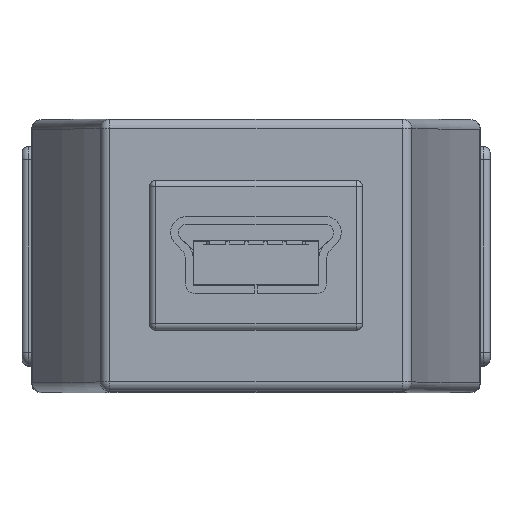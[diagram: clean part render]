
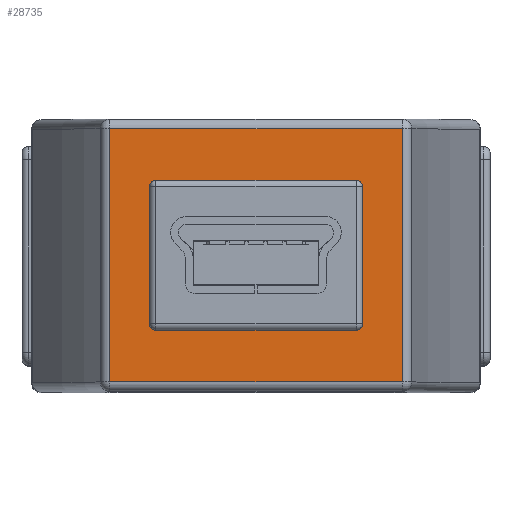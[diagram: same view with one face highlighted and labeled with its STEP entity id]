
A CAD part, top view. The second image highlights one B-rep face of the part: STEP entity #28735.
In plain terms, the highlighted planar face has unit normal (0, 0, 1).
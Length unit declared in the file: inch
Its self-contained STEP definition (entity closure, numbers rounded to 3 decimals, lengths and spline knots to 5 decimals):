
#3258 = VERTEX_POINT ( 'NONE', #10761 ) ;
#4029 = DIRECTION ( 'NONE',  ( 0., 0., -1. ) ) ;
#4030 = CARTESIAN_POINT ( 'NONE',  ( -0.156, -0.107, 0.61 ) ) ;
#4031 = AXIS2_PLACEMENT_3D ( 'NONE', #4030, #4029, #4091 ) ;
#4032 = CIRCLE ( 'NONE', #4031, 0.01 ) ;
#4033 = CARTESIAN_POINT ( 'NONE',  ( 0.156, -0.117, 0.61 ) ) ;
#4034 = DIRECTION ( 'NONE',  ( -1., 0., 0. ) ) ;
#4035 = DIRECTION ( 'NONE',  ( 0., 0., -1. ) ) ;
#4036 = CARTESIAN_POINT ( 'NONE',  ( 0.156, -0.107, 0.61 ) ) ;
#4037 = AXIS2_PLACEMENT_3D ( 'NONE', #4036, #4035, #4034 ) ;
#4038 = CIRCLE ( 'NONE', #4037, 0.01 ) ;
#4039 = CARTESIAN_POINT ( 'NONE',  ( -0.156, -0.117, 0.61 ) ) ;
#4040 = CARTESIAN_POINT ( 'NONE',  ( 0.166, -0.107, 0.61 ) ) ;
#4041 = DIRECTION ( 'NONE',  ( 0., 1., 0. ) ) ;
#4042 = VECTOR ( 'NONE', #4041, 39.37008 ) ;
#4043 = CARTESIAN_POINT ( 'NONE',  ( 0.166, -0.117, 0.61 ) ) ;
#4044 = LINE ( 'NONE', #4043, #4042 ) ;
#4045 = CARTESIAN_POINT ( 'NONE',  ( 0.166, 0.107, 0.61 ) ) ;
#4046 = DIRECTION ( 'NONE',  ( -1., 0., 0. ) ) ;
#4047 = DIRECTION ( 'NONE',  ( 0., 0., -1. ) ) ;
#4048 = CARTESIAN_POINT ( 'NONE',  ( 0.156, 0.107, 0.61 ) ) ;
#4049 = AXIS2_PLACEMENT_3D ( 'NONE', #4048, #4047, #4046 ) ;
#4050 = CIRCLE ( 'NONE', #4049, 0.01 ) ;
#4062 = CARTESIAN_POINT ( 'NONE',  ( -0.22806, 0.1975, 0.61 ) ) ;
#4063 = CARTESIAN_POINT ( 'NONE',  ( 0.156, 0.117, 0.61 ) ) ;
#4064 = DIRECTION ( 'NONE',  ( -1., 0., 0. ) ) ;
#4065 = DIRECTION ( 'NONE',  ( 0., 0., -1. ) ) ;
#4066 = CARTESIAN_POINT ( 'NONE',  ( -0.156, 0.107, 0.61 ) ) ;
#4067 = AXIS2_PLACEMENT_3D ( 'NONE', #4066, #4065, #4064 ) ;
#4068 = CIRCLE ( 'NONE', #4067, 0.01 ) ;
#4069 = DIRECTION ( 'NONE',  ( -1., 0., 0. ) ) ;
#4070 = VECTOR ( 'NONE', #4069, 39.37008 ) ;
#4071 = CARTESIAN_POINT ( 'NONE',  ( -0.166, 0.117, 0.61 ) ) ;
#4072 = LINE ( 'NONE', #4071, #4070 ) ;
#4073 = CARTESIAN_POINT ( 'NONE',  ( -0.156, 0.117, 0.61 ) ) ;
#4074 = CARTESIAN_POINT ( 'NONE',  ( -0.166, -0.107, 0.61 ) ) ;
#4075 = DIRECTION ( 'NONE',  ( 0., -1., 0. ) ) ;
#4076 = VECTOR ( 'NONE', #4075, 39.37008 ) ;
#4077 = CARTESIAN_POINT ( 'NONE',  ( -0.166, -0.117, 0.61 ) ) ;
#4078 = LINE ( 'NONE', #4077, #4076 ) ;
#4079 = CARTESIAN_POINT ( 'NONE',  ( -0.166, 0.107, 0.61 ) ) ;
#4081 = CARTESIAN_POINT ( 'NONE',  ( 0.22806, -0.1975, 0.61 ) ) ;
#4082 = DIRECTION ( 'NONE',  ( 1., 0., 0. ) ) ;
#4083 = VECTOR ( 'NONE', #4082, 39.37008 ) ;
#4084 = CARTESIAN_POINT ( 'NONE',  ( 0.2415, -0.1975, 0.61 ) ) ;
#4085 = LINE ( 'NONE', #4084, #4083 ) ;
#4086 = DIRECTION ( 'NONE',  ( 0., 1., 0. ) ) ;
#4087 = VECTOR ( 'NONE', #4086, 39.37008 ) ;
#4088 = CARTESIAN_POINT ( 'NONE',  ( 0.22806, 0.2125, 0.61 ) ) ;
#4089 = LINE ( 'NONE', #4088, #4087 ) ;
#4091 = DIRECTION ( 'NONE',  ( -1., 0., 0. ) ) ;
#4096 = CARTESIAN_POINT ( 'NONE',  ( 0.22806, 0.1975, 0.61 ) ) ;
#4097 = DIRECTION ( 'NONE',  ( -1., 0., 0. ) ) ;
#4098 = VECTOR ( 'NONE', #4097, 39.37008 ) ;
#4099 = CARTESIAN_POINT ( 'NONE',  ( 0.2415, 0.1975, 0.61 ) ) ;
#4100 = LINE ( 'NONE', #4099, #4098 ) ;
#4105 = DIRECTION ( 'NONE',  ( -1., 0., 0. ) ) ;
#4106 = DIRECTION ( 'NONE',  ( 0., 0., -1. ) ) ;
#4107 = AXIS2_PLACEMENT_3D ( 'NONE', #4109, #4106, #4105 ) ;
#4109 = CARTESIAN_POINT ( 'NONE',  ( 0.2415, 0.2125, 0.61 ) ) ;
#4110 = PLANE ( 'NONE',  #4107 ) ;
#4111 = FACE_BOUND ( 'NONE', #28716, .T. ) ;
#4112 = FACE_OUTER_BOUND ( 'NONE', #28687, .T. ) ;
#4113 = DIRECTION ( 'NONE',  ( 1., 0., 0. ) ) ;
#4114 = VECTOR ( 'NONE', #4113, 39.37008 ) ;
#4115 = CARTESIAN_POINT ( 'NONE',  ( -0.166, -0.117, 0.61 ) ) ;
#4116 = LINE ( 'NONE', #4115, #4114 ) ;
#6030 = DIRECTION ( 'NONE',  ( 0., -1., 0. ) ) ;
#6031 = VECTOR ( 'NONE', #6030, 39.37008 ) ;
#6032 = CARTESIAN_POINT ( 'NONE',  ( -0.22806, 0.2125, 0.61 ) ) ;
#6033 = LINE ( 'NONE', #6032, #6031 ) ;
#10761 = CARTESIAN_POINT ( 'NONE',  ( -0.22806, -0.1975, 0.61 ) ) ;
#28687 = EDGE_LOOP ( 'NONE', ( #28712, #28738, #28711, #28713 ) ) ;
#28693 = EDGE_CURVE ( 'NONE', #28725, #28695, #4050, .T. ) ;
#28694 = ORIENTED_EDGE ( 'NONE', *, *, #28693, .T. ) ;
#28695 = VERTEX_POINT ( 'NONE', #4045 ) ;
#28696 = ORIENTED_EDGE ( 'NONE', *, *, #28697, .F. ) ;
#28697 = EDGE_CURVE ( 'NONE', #28698, #28695, #4044, .T. ) ;
#28698 = VERTEX_POINT ( 'NONE', #4040 ) ;
#28699 = VERTEX_POINT ( 'NONE', #4039 ) ;
#28700 = ORIENTED_EDGE ( 'NONE', *, *, #28701, .T. ) ;
#28701 = EDGE_CURVE ( 'NONE', #28698, #28703, #4038, .T. ) ;
#28702 = ORIENTED_EDGE ( 'NONE', *, *, #28722, .F. ) ;
#28703 = VERTEX_POINT ( 'NONE', #4033 ) ;
#28704 = ORIENTED_EDGE ( 'NONE', *, *, #28734, .F. ) ;
#28705 = EDGE_CURVE ( 'NONE', #28699, #28720, #4032, .T. ) ;
#28707 = ORIENTED_EDGE ( 'NONE', *, *, #28705, .T. ) ;
#28708 = EDGE_CURVE ( 'NONE', #28714, #28740, #4089, .T. ) ;
#28710 = EDGE_CURVE ( 'NONE', #3258, #28714, #4085, .T. ) ;
#28711 = ORIENTED_EDGE ( 'NONE', *, *, #28710, .T. ) ;
#28712 = ORIENTED_EDGE ( 'NONE', *, *, #28737, .T. ) ;
#28713 = ORIENTED_EDGE ( 'NONE', *, *, #28708, .T. ) ;
#28714 = VERTEX_POINT ( 'NONE', #4081 ) ;
#28716 = EDGE_LOOP ( 'NONE', ( #28717, #28731, #28702, #28694, #28696, #28700, #28704, #28707 ) ) ;
#28717 = ORIENTED_EDGE ( 'NONE', *, *, #28719, .F. ) ;
#28718 = VERTEX_POINT ( 'NONE', #4079 ) ;
#28719 = EDGE_CURVE ( 'NONE', #28718, #28720, #4078, .T. ) ;
#28720 = VERTEX_POINT ( 'NONE', #4074 ) ;
#28721 = VERTEX_POINT ( 'NONE', #4073 ) ;
#28722 = EDGE_CURVE ( 'NONE', #28725, #28721, #4072, .T. ) ;
#28724 = EDGE_CURVE ( 'NONE', #28718, #28721, #4068, .T. ) ;
#28725 = VERTEX_POINT ( 'NONE', #4063 ) ;
#28727 = VERTEX_POINT ( 'NONE', #4062 ) ;
#28731 = ORIENTED_EDGE ( 'NONE', *, *, #28724, .T. ) ;
#28734 = EDGE_CURVE ( 'NONE', #28699, #28703, #4116, .T. ) ;
#28735 = ADVANCED_FACE ( 'NONE', ( #4112, #4111 ), #4110, .F. ) ;
#28737 = EDGE_CURVE ( 'NONE', #28740, #28727, #4100, .T. ) ;
#28738 = ORIENTED_EDGE ( 'NONE', *, *, #29506, .T. ) ;
#28740 = VERTEX_POINT ( 'NONE', #4096 ) ;
#29506 = EDGE_CURVE ( 'NONE', #28727, #3258, #6033, .T. ) ;
